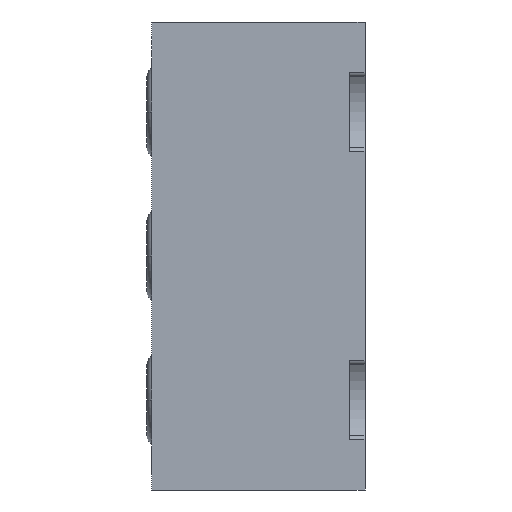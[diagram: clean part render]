
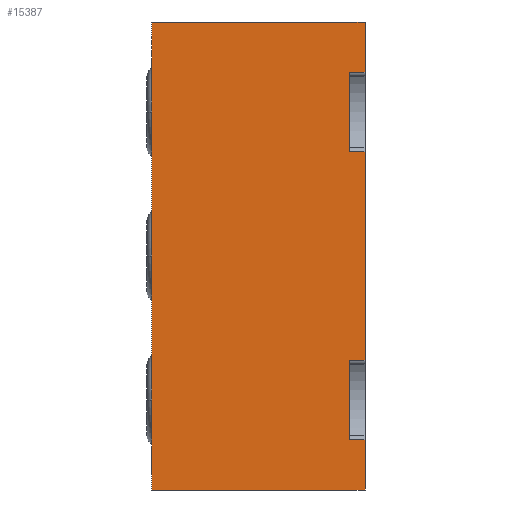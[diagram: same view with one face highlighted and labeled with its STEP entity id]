
A CAD part, front view. The second image highlights one B-rep face of the part: STEP entity #15387.
In plain terms, the highlighted planar face has unit normal (0, -1, 0).
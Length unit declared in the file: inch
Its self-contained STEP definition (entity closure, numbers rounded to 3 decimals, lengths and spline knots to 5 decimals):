
#2403=DIRECTION('',(0.,0.,-1.));
#2404=VECTOR('',#2403,0.55419);
#2405=CARTESIAN_POINT('',(0.625,0.,-2.34791));
#2406=LINE('',#2405,#2404);
#2407=DIRECTION('',(-1.,0.,0.));
#2408=VECTOR('',#2407,1.48);
#2409=CARTESIAN_POINT('',(0.73,0.,-3.25));
#2410=LINE('',#2409,#2408);
#2411=DIRECTION('',(0.,0.,1.));
#2412=VECTOR('',#2411,3.25);
#2413=CARTESIAN_POINT('',(-0.75,0.,-3.25));
#2414=LINE('',#2413,#2412);
#2415=DIRECTION('',(0.,0.,-1.));
#2416=VECTOR('',#2415,0.55419);
#2417=CARTESIAN_POINT('',(0.625,0.,-0.34791));
#2418=LINE('',#2417,#2416);
#2423=DIRECTION('',(-1.,0.,0.));
#2424=VECTOR('',#2423,0.105);
#2425=CARTESIAN_POINT('',(0.73,0.,-0.90209));
#2426=LINE('',#2425,#2424);
#2431=DIRECTION('',(1.,0.,0.));
#2432=VECTOR('',#2431,0.105);
#2433=CARTESIAN_POINT('',(0.625,0.,-0.34791));
#2434=LINE('',#2433,#2432);
#2455=DIRECTION('',(0.,0.,1.));
#2456=VECTOR('',#2455,0.34791);
#2457=CARTESIAN_POINT('',(0.73,0.,-0.34791));
#2458=LINE('',#2457,#2456);
#2495=DIRECTION('',(0.,0.,1.));
#2496=VECTOR('',#2495,0.34791);
#2497=CARTESIAN_POINT('',(0.73,0.,-3.25));
#2498=LINE('',#2497,#2496);
#2519=DIRECTION('',(0.,0.,1.));
#2520=VECTOR('',#2519,1.44581);
#2521=CARTESIAN_POINT('',(0.73,0.,-2.34791));
#2522=LINE('',#2521,#2520);
#2557=DIRECTION('',(-1.,0.,0.));
#2558=VECTOR('',#2557,1.48);
#2559=CARTESIAN_POINT('',(0.73,0.,0.));
#2560=LINE('',#2559,#2558);
#6758=DIRECTION('',(1.,0.,0.));
#6759=VECTOR('',#6758,0.105);
#6760=CARTESIAN_POINT('',(0.625,0.,-2.34791));
#6761=LINE('',#6760,#6759);
#6766=DIRECTION('',(-1.,0.,0.));
#6767=VECTOR('',#6766,0.105);
#6768=CARTESIAN_POINT('',(0.73,0.,-2.90209));
#6769=LINE('',#6768,#6767);
#11683=CARTESIAN_POINT('',(0.73,0.,-0.90209));
#11685=VERTEX_POINT('',#11683);
#11691=CARTESIAN_POINT('',(0.73,0.,-0.34791));
#11692=VERTEX_POINT('',#11691);
#11693=CARTESIAN_POINT('',(0.73,0.,0.));
#11694=VERTEX_POINT('',#11693);
#11695=CARTESIAN_POINT('',(0.73,0.,-3.25));
#11696=VERTEX_POINT('',#11695);
#11697=CARTESIAN_POINT('',(0.73,0.,-2.90209));
#11698=VERTEX_POINT('',#11697);
#11705=CARTESIAN_POINT('',(0.73,0.,-2.34791));
#11706=VERTEX_POINT('',#11705);
#11721=CARTESIAN_POINT('',(0.625,0.,-0.90209));
#11722=VERTEX_POINT('',#11721);
#11727=CARTESIAN_POINT('',(0.625,0.,-0.34791));
#11728=VERTEX_POINT('',#11727);
#11733=CARTESIAN_POINT('',(0.625,0.,-2.34791));
#11734=VERTEX_POINT('',#11733);
#11735=CARTESIAN_POINT('',(0.625,0.,-2.90209));
#11736=VERTEX_POINT('',#11735);
#11737=CARTESIAN_POINT('',(-0.75,0.,-3.25));
#11738=VERTEX_POINT('',#11737);
#11739=CARTESIAN_POINT('',(-0.75,0.,0.));
#11740=VERTEX_POINT('',#11739);
#15357=CARTESIAN_POINT('',(-0.75,0.,0.));
#15358=DIRECTION('',(0.,-1.,0.));
#15359=DIRECTION('',(0.,0.,-1.));
#15360=AXIS2_PLACEMENT_3D('',#15357,#15358,#15359);
#15361=PLANE('',#15360);
#15363=ORIENTED_EDGE('',*,*,#15362,.F.);
#15365=ORIENTED_EDGE('',*,*,#15364,.F.);
#15367=ORIENTED_EDGE('',*,*,#15366,.F.);
#15369=ORIENTED_EDGE('',*,*,#15368,.T.);
#15371=ORIENTED_EDGE('',*,*,#15370,.F.);
#15373=ORIENTED_EDGE('',*,*,#15372,.F.);
#15375=ORIENTED_EDGE('',*,*,#15374,.T.);
#15377=ORIENTED_EDGE('',*,*,#15376,.T.);
#15379=ORIENTED_EDGE('',*,*,#15378,.F.);
#15381=ORIENTED_EDGE('',*,*,#15380,.F.);
#15383=ORIENTED_EDGE('',*,*,#15382,.F.);
#15384=ORIENTED_EDGE('',*,*,#15328,.T.);
#15385=EDGE_LOOP('',(#15363,#15365,#15367,#15369,#15371,#15373,#15375,#15377,
#15379,#15381,#15383,#15384));
#15386=FACE_OUTER_BOUND('',#15385,.F.);
#15328=EDGE_CURVE('',#11728,#11722,#2418,.T.);
#15362=EDGE_CURVE('',#11685,#11722,#2426,.T.);
#15364=EDGE_CURVE('',#11706,#11685,#2522,.T.);
#15366=EDGE_CURVE('',#11734,#11706,#6761,.T.);
#15368=EDGE_CURVE('',#11734,#11736,#2406,.T.);
#15370=EDGE_CURVE('',#11698,#11736,#6769,.T.);
#15372=EDGE_CURVE('',#11696,#11698,#2498,.T.);
#15374=EDGE_CURVE('',#11696,#11738,#2410,.T.);
#15376=EDGE_CURVE('',#11738,#11740,#2414,.T.);
#15378=EDGE_CURVE('',#11694,#11740,#2560,.T.);
#15380=EDGE_CURVE('',#11692,#11694,#2458,.T.);
#15382=EDGE_CURVE('',#11728,#11692,#2434,.T.);
#15387=ADVANCED_FACE('',(#15386),#15361,.T.);
